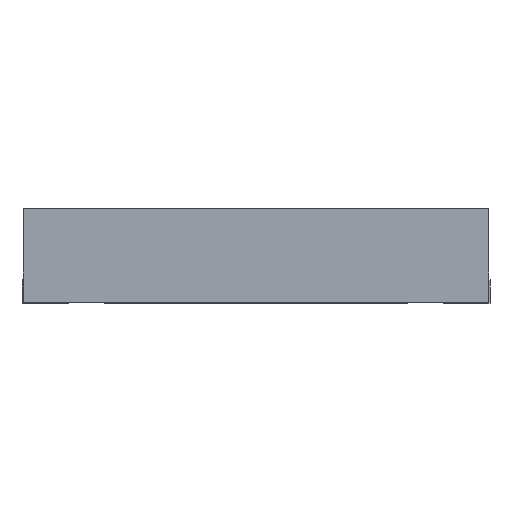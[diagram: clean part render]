
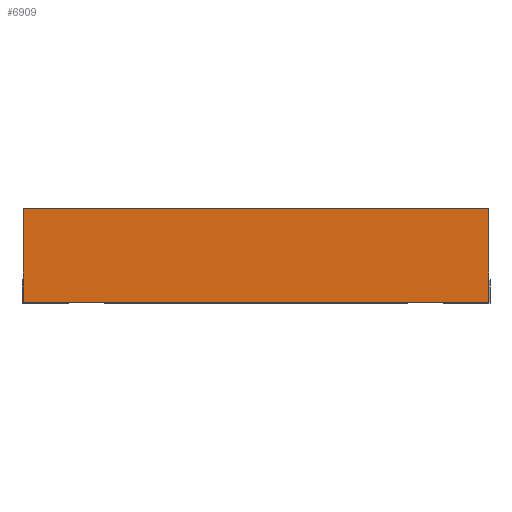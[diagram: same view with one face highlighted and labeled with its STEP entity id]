
A CAD part, left-side view. The second image highlights one B-rep face of the part: STEP entity #6909.
In plain terms, the highlighted planar face has unit normal (-1, 0, 0).
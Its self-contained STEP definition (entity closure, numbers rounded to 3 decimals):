
#582 = CARTESIAN_POINT ( 'NONE',  ( -2., -2., 0.81 ) ) ;
#945 = VERTEX_POINT ( 'NONE', #16639 ) ;
#1882 = VERTEX_POINT ( 'NONE', #582 ) ;
#2001 = CARTESIAN_POINT ( 'NONE',  ( -2., -2., 0.81 ) ) ;
#2723 = DIRECTION ( 'NONE',  ( 0., -1., 0. ) ) ;
#3966 = DIRECTION ( 'NONE',  ( 1., 0., 0. ) ) ;
#4094 = VERTEX_POINT ( 'NONE', #14497 ) ;
#6909 = ADVANCED_FACE ( 'NONE', ( #18501 ), #7110, .F. ) ;
#7110 = PLANE ( 'NONE',  #16688 ) ;
#7604 = ORIENTED_EDGE ( 'NONE', *, *, #16364, .T. ) ;
#8302 = CARTESIAN_POINT ( 'NONE',  ( -2., -2., 0.01 ) ) ;
#8723 = EDGE_LOOP ( 'NONE', ( #7604, #13285, #9909, #11454 ) ) ;
#8903 = DIRECTION ( 'NONE',  ( 0., 0., -1. ) ) ;
#9256 = LINE ( 'NONE', #11271, #22154 ) ;
#9292 = LINE ( 'NONE', #2001, #19445 ) ;
#9345 = VECTOR ( 'NONE', #2723, 1000. ) ;
#9909 = ORIENTED_EDGE ( 'NONE', *, *, #10749, .F. ) ;
#10749 = EDGE_CURVE ( 'NONE', #945, #1882, #9256, .T. ) ;
#11271 = CARTESIAN_POINT ( 'NONE',  ( -2., -2., 0.81 ) ) ;
#11454 = ORIENTED_EDGE ( 'NONE', *, *, #23075, .T. ) ;
#11500 = EDGE_CURVE ( 'NONE', #1882, #20561, #9292, .T. ) ;
#11797 = LINE ( 'NONE', #8302, #9345 ) ;
#11842 = VECTOR ( 'NONE', #8903, 1000. ) ;
#13285 = ORIENTED_EDGE ( 'NONE', *, *, #11500, .F. ) ;
#14497 = CARTESIAN_POINT ( 'NONE',  ( -2., 2., 0.01 ) ) ;
#16320 = DIRECTION ( 'NONE',  ( 0., 0., -1. ) ) ;
#16364 = EDGE_CURVE ( 'NONE', #4094, #20561, #11797, .T. ) ;
#16639 = CARTESIAN_POINT ( 'NONE',  ( -2., 2., 0.81 ) ) ;
#16688 = AXIS2_PLACEMENT_3D ( 'NONE', #20311, #3966, #16320 ) ;
#18209 = DIRECTION ( 'NONE',  ( 0., -1., 0. ) ) ;
#18501 = FACE_OUTER_BOUND ( 'NONE', #8723, .T. ) ;
#18638 = CARTESIAN_POINT ( 'NONE',  ( -2., -2., 0.01 ) ) ;
#19445 = VECTOR ( 'NONE', #22010, 1000. ) ;
#20311 = CARTESIAN_POINT ( 'NONE',  ( -2., -2., 0.81 ) ) ;
#20561 = VERTEX_POINT ( 'NONE', #18638 ) ;
#21967 = CARTESIAN_POINT ( 'NONE',  ( -2., 2., 0.81 ) ) ;
#22010 = DIRECTION ( 'NONE',  ( 0., 0., -1. ) ) ;
#22154 = VECTOR ( 'NONE', #18209, 1000. ) ;
#23075 = EDGE_CURVE ( 'NONE', #945, #4094, #23779, .T. ) ;
#23779 = LINE ( 'NONE', #21967, #11842 ) ;
